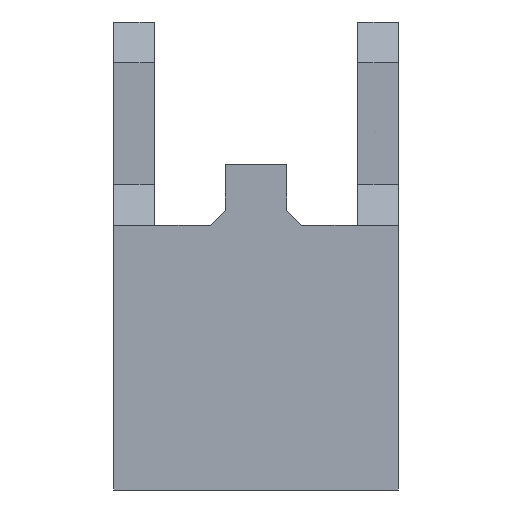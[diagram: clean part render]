
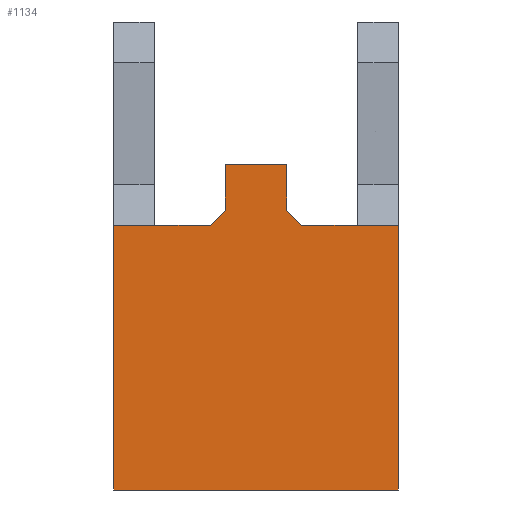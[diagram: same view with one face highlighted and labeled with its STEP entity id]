
A CAD part, left-side view. The second image highlights one B-rep face of the part: STEP entity #1134.
In plain terms, the highlighted planar face has unit normal (-1, 0, 0).
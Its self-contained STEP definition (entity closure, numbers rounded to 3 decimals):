
#49=PLANE('',#1215);
#101=FACE_OUTER_BOUND('',#162,.T.);
#162=EDGE_LOOP('',(#939,#940,#941,#942,#943,#944,#945,#946,#947,#948));
#199=LINE('',#1561,#343);
#266=LINE('',#1712,#410);
#279=LINE('',#1737,#423);
#282=LINE('',#1744,#426);
#283=LINE('',#1746,#427);
#284=LINE('',#1748,#428);
#285=LINE('',#1750,#429);
#286=LINE('',#1752,#430);
#287=LINE('',#1754,#431);
#288=LINE('',#1755,#432);
#343=VECTOR('',#1265,10.);
#410=VECTOR('',#1388,10.);
#423=VECTOR('',#1415,10.);
#426=VECTOR('',#1422,10.);
#427=VECTOR('',#1423,10.);
#428=VECTOR('',#1424,10.);
#429=VECTOR('',#1425,10.);
#430=VECTOR('',#1426,10.);
#431=VECTOR('',#1427,10.);
#432=VECTOR('',#1428,10.);
#508=VERTEX_POINT('',#1558);
#509=VERTEX_POINT('',#1560);
#565=VERTEX_POINT('',#1710);
#570=VERTEX_POINT('',#1735);
#572=VERTEX_POINT('',#1743);
#573=VERTEX_POINT('',#1745);
#574=VERTEX_POINT('',#1747);
#575=VERTEX_POINT('',#1749);
#576=VERTEX_POINT('',#1751);
#577=VERTEX_POINT('',#1753);
#618=EDGE_CURVE('',#508,#509,#199,.T.);
#695=EDGE_CURVE('',#565,#508,#266,.T.);
#708=EDGE_CURVE('',#565,#570,#279,.T.);
#711=EDGE_CURVE('',#570,#572,#282,.T.);
#712=EDGE_CURVE('',#572,#573,#283,.T.);
#713=EDGE_CURVE('',#573,#574,#284,.T.);
#714=EDGE_CURVE('',#574,#575,#285,.T.);
#715=EDGE_CURVE('',#575,#576,#286,.T.);
#716=EDGE_CURVE('',#576,#577,#287,.T.);
#717=EDGE_CURVE('',#577,#509,#288,.T.);
#939=ORIENTED_EDGE('',*,*,#695,.F.);
#940=ORIENTED_EDGE('',*,*,#708,.T.);
#941=ORIENTED_EDGE('',*,*,#711,.T.);
#942=ORIENTED_EDGE('',*,*,#712,.T.);
#943=ORIENTED_EDGE('',*,*,#713,.T.);
#944=ORIENTED_EDGE('',*,*,#714,.T.);
#945=ORIENTED_EDGE('',*,*,#715,.T.);
#946=ORIENTED_EDGE('',*,*,#716,.T.);
#947=ORIENTED_EDGE('',*,*,#717,.T.);
#948=ORIENTED_EDGE('',*,*,#618,.F.);
#1134=ADVANCED_FACE('',(#101),#49,.T.);
#1215=AXIS2_PLACEMENT_3D('',#1742,#1420,#1421);
#1265=DIRECTION('',(0.,1.,0.));
#1388=DIRECTION('',(0.,0.,-1.));
#1415=DIRECTION('',(0.,1.,0.));
#1420=DIRECTION('center_axis',(-1.,0.,0.));
#1421=DIRECTION('ref_axis',(0.,0.,1.));
#1422=DIRECTION('',(0.,0.707,0.707));
#1423=DIRECTION('',(0.,0.,1.));
#1424=DIRECTION('',(0.,1.,0.));
#1425=DIRECTION('',(0.,0.,-1.));
#1426=DIRECTION('',(0.,0.707,-0.707));
#1427=DIRECTION('',(0.,1.,0.));
#1428=DIRECTION('',(0.,0.,-1.));
#1558=CARTESIAN_POINT('',(-21.,-14.,-23.5));
#1560=CARTESIAN_POINT('',(-21.,14.,-23.5));
#1561=CARTESIAN_POINT('',(-21.,-14.,-23.5));
#1710=CARTESIAN_POINT('',(-21.,-14.,2.5));
#1712=CARTESIAN_POINT('',(-21.,-14.,-19.5));
#1735=CARTESIAN_POINT('',(-21.,-4.5,2.5));
#1737=CARTESIAN_POINT('',(-21.,-14.,2.5));
#1742=CARTESIAN_POINT('Origin',(-21.,0.,-5.5));
#1743=CARTESIAN_POINT('',(-21.,-3.,4.));
#1744=CARTESIAN_POINT('',(-21.,-4.5,2.5));
#1745=CARTESIAN_POINT('',(-21.,-3.,8.5));
#1746=CARTESIAN_POINT('',(-21.,-3.,4.));
#1747=CARTESIAN_POINT('',(-21.,3.,8.5));
#1748=CARTESIAN_POINT('',(-21.,-3.,8.5));
#1749=CARTESIAN_POINT('',(-21.,3.,4.));
#1750=CARTESIAN_POINT('',(-21.,3.,8.5));
#1751=CARTESIAN_POINT('',(-21.,4.5,2.5));
#1752=CARTESIAN_POINT('',(-21.,3.,4.));
#1753=CARTESIAN_POINT('',(-21.,14.,2.5));
#1754=CARTESIAN_POINT('',(-21.,4.5,2.5));
#1755=CARTESIAN_POINT('',(-21.,14.,2.5));
